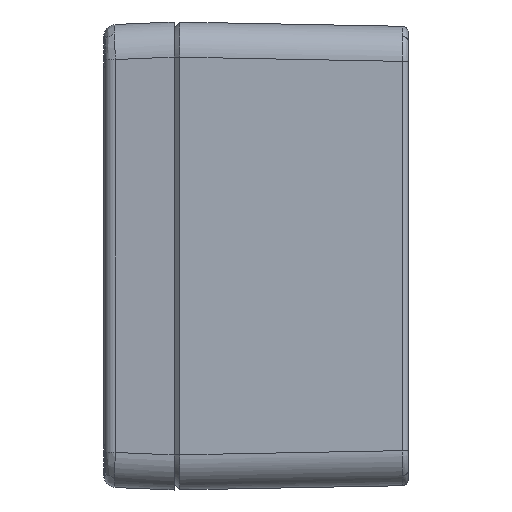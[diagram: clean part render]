
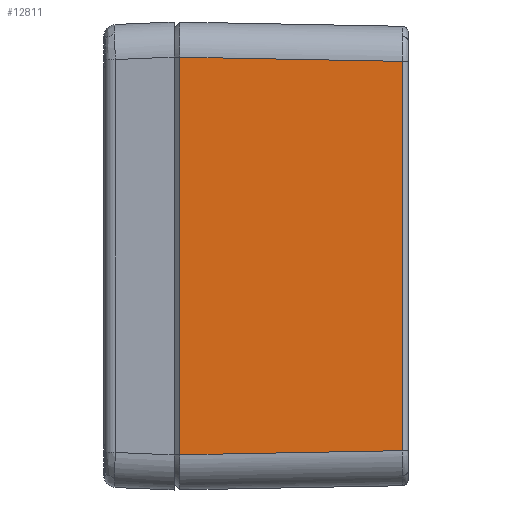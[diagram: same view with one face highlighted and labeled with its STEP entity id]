
A CAD part, left-side view. The second image highlights one B-rep face of the part: STEP entity #12811.
In plain terms, the highlighted planar face has unit normal (-1, -0.019, 0).
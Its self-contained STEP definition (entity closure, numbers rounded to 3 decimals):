
#666=PLANE('',#14181);
#1062=LINE('',#36775,#1602);
#1063=LINE('',#36777,#1603);
#1064=LINE('',#36779,#1604);
#1065=LINE('',#36780,#1605);
#1602=VECTOR('',#16986,1000.);
#1603=VECTOR('',#16987,1000.);
#1604=VECTOR('',#16988,1000.);
#1605=VECTOR('',#16989,1000.);
#3220=FACE_OUTER_BOUND('',#4204,.T.);
#4204=EDGE_LOOP('',(#10966,#10967,#10968,#10969));
#6139=VERTEX_POINT('',#36245);
#6178=VERTEX_POINT('',#36774);
#6179=VERTEX_POINT('',#36776);
#6180=VERTEX_POINT('',#36778);
#7817=EDGE_CURVE('',#6139,#6178,#1062,.T.);
#7818=EDGE_CURVE('',#6178,#6179,#1063,.T.);
#7819=EDGE_CURVE('',#6179,#6180,#1064,.T.);
#7820=EDGE_CURVE('',#6180,#6139,#1065,.T.);
#10966=ORIENTED_EDGE('',*,*,#7817,.T.);
#10967=ORIENTED_EDGE('',*,*,#7818,.T.);
#10968=ORIENTED_EDGE('',*,*,#7819,.T.);
#10969=ORIENTED_EDGE('',*,*,#7820,.T.);
#12811=ADVANCED_FACE('',(#3220),#666,.T.);
#14181=AXIS2_PLACEMENT_3D('',#36773,#16984,#16985);
#16984=DIRECTION('center_axis',(-1.,-0.019,
0.));
#16985=DIRECTION('ref_axis',(0.019,-1.,0.));
#16986=DIRECTION('',(-0.019,1.,0.019));
#16987=DIRECTION('',(0.,0.,-1.));
#16988=DIRECTION('',(0.019,-1.,0.019));
#16989=DIRECTION('',(0.,0.,1.));
#36245=CARTESIAN_POINT('',(-124.268,-39.019,33.269));
#36773=CARTESIAN_POINT('Origin',(-125.,0.,-40.));
#36774=CARTESIAN_POINT('',(-124.981,-1.,33.982));
#36775=CARTESIAN_POINT('',(-124.974,-1.387,33.975));
#36776=CARTESIAN_POINT('',(-124.981,-1.,-33.982));
#36777=CARTESIAN_POINT('',(-124.981,-1.,-40.));
#36778=CARTESIAN_POINT('',(-124.268,-39.019,-33.269));
#36779=CARTESIAN_POINT('',(-125.002,0.112,-34.003));
#36780=CARTESIAN_POINT('',(-124.268,-39.019,33.251));
